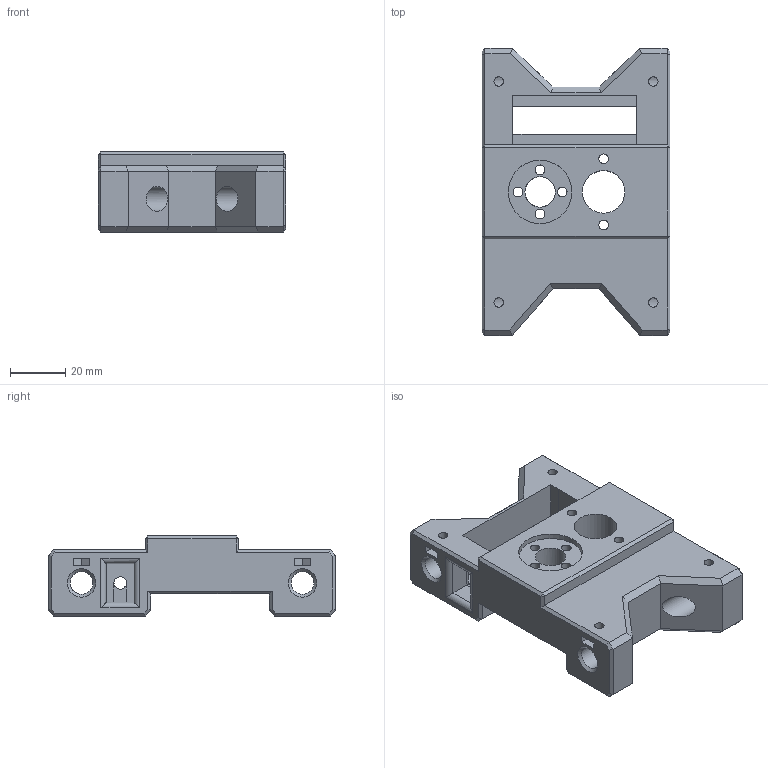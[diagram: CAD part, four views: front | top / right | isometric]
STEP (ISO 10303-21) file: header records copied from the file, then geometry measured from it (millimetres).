
FILE_DESCRIPTION(('FreeCAD Model'),'2;1');
FILE_NAME('Carriage_Right.step','2020-08-11T22:07:53',(''),(''), 'Open CASCADE STEP processor 7.3','FreeCAD','Unknown');
FILE_SCHEMA(('CONFIG_CONTROL_DESIGN','SHAPE_APPEARANCE_LAYER_MIM'));
Length unit declared in the file: millimetre
Products named in the file (1): Carriage_Right
Bounding box: 68 x 104 x 29 mm (x, y, z)
Volume: 91302.4 mm3; surface area: 29160.5 mm2
Topology: 1 solids, 1 shells, 222 faces, 567 edges, 349 vertices
Faces by surface type: plane 179, cylinder 35, cone 8
Full cylindrical faces by diameter (mm): 3.4 x8, 3.5 x6, 4.5 x1, 8.3 x4, 9 x3, 11 x1, 15.4 x1, 23 x1
Entity records: 7975 total; most frequent: CARTESIAN_POINT 2471, ORIENTED_EDGE 1134, DIRECTION 1070, EDGE_CURVE 567, LINE 486, VECTOR 486, VERTEX_POINT 349, AXIS2_PLACEMENT_3D 292
